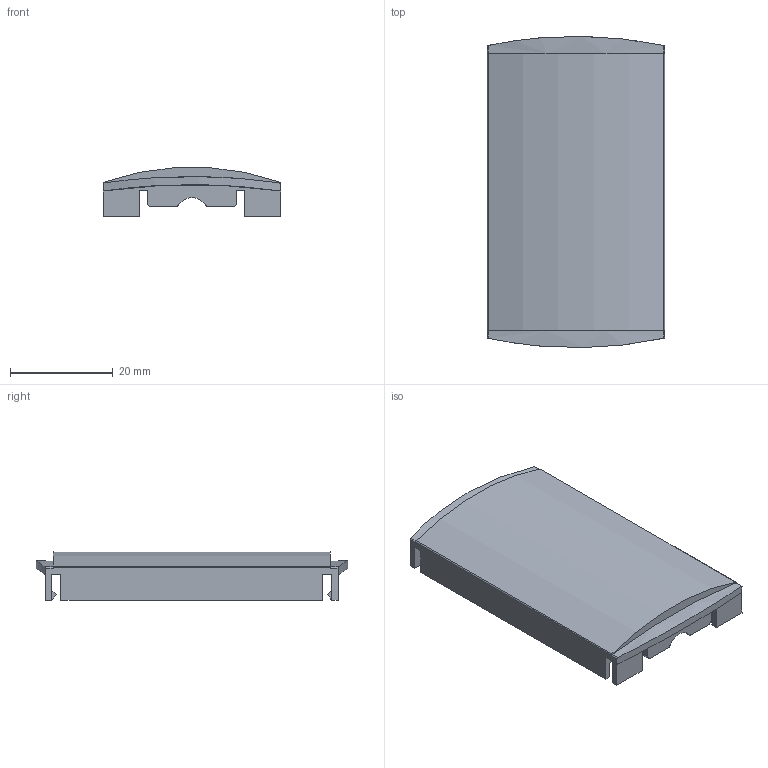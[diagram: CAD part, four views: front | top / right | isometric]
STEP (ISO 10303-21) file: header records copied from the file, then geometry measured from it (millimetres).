
FILE_DESCRIPTION(/* description */ ('STEP AP214'),/* implementation_level */ '2;1');
FILE_NAME(/* name */ '8003353_SACC-PU-G',/* time_stamp */ '2024-09-14T22:29:03+02:00',/* author */ ('License CC BY-ND 4.0'),/* organization */ ('CADENAS'),/* preprocessor_version */ 'ST-DEVELOPER v19.3',/* originating_system */ 'PARTsolutions',/* authorisation */ ' ');
FILE_SCHEMA (('AUTOMOTIVE_DESIGN {1 0 10303 214 3 1 1}'));
Length unit declared in the file: millimetre
Products named in the file (2): 8003353 SACC-PU-G; 8003353 SACC-PU-G-part
Assembly tree (1 placements, depth 2):
  8003353 SACC-PU-G
    8003353 SACC-PU-G-part
Bounding box: 34.5 x 60.65 x 9.48 mm (x, y, z)
Volume: 4435 mm3; surface area: 6408.8 mm2
Topology: 1 solids, 1 shells, 84 faces, 234 edges, 152 vertices
Faces by surface type: plane 58, cylinder 26
Entity records: 2727 total; most frequent: CARTESIAN_POINT 504, ORIENTED_EDGE 468, DIRECTION 438, EDGE_CURVE 234, LINE 186, VECTOR 186, VERTEX_POINT 152, AXIS2_PLACEMENT_3D 126
